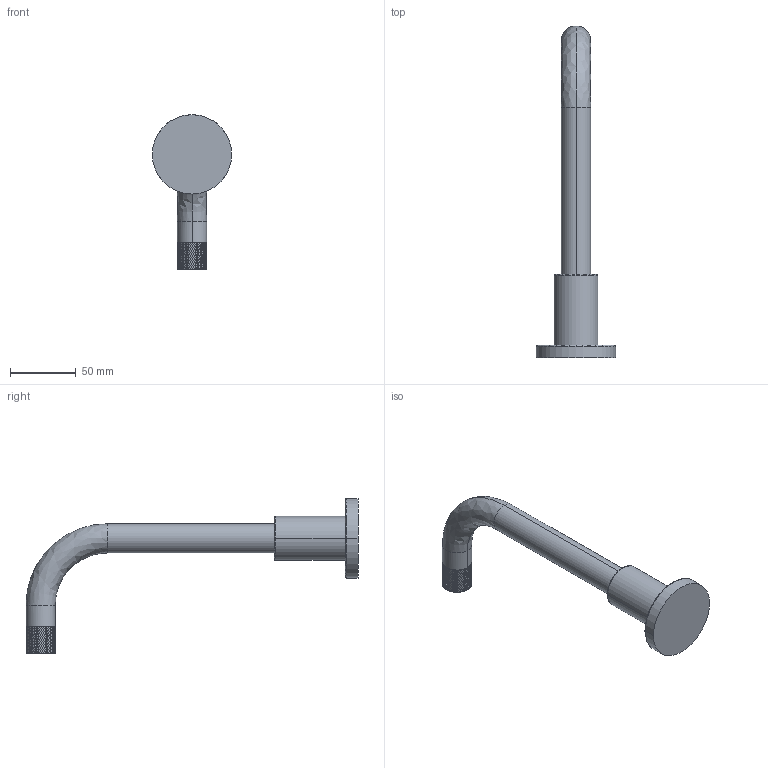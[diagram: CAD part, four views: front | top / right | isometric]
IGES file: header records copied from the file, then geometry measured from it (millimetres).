
Start section:  PTC IGES file: 3-695.igs
Global section: file name: 3-695.igs; native system: Creo Parametric by PTC Inc.; preprocessor: 2019352; author: rsmith; organization: Unknown; date: 20220907.134854; units: inch
Bounding box: 60.33 x 252.41 x 117.54 mm (x, y, z)
Surface area: 30829 mm2 (no closed solid volume)
Topology: 0 solids, 0 shells, 4561 faces, 18972 edges, 18972 vertices
Faces by surface type: bspline 3682, revolution 879
